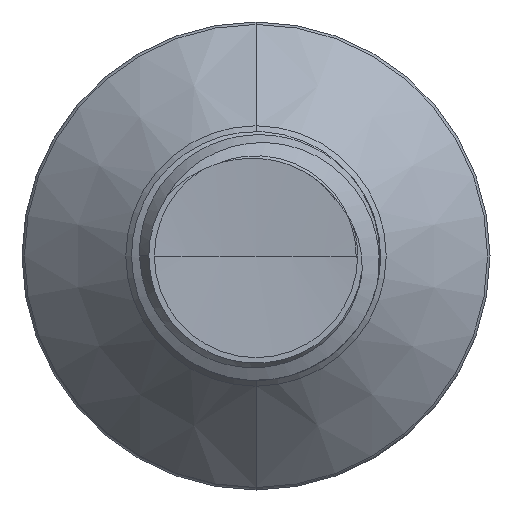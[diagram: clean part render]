
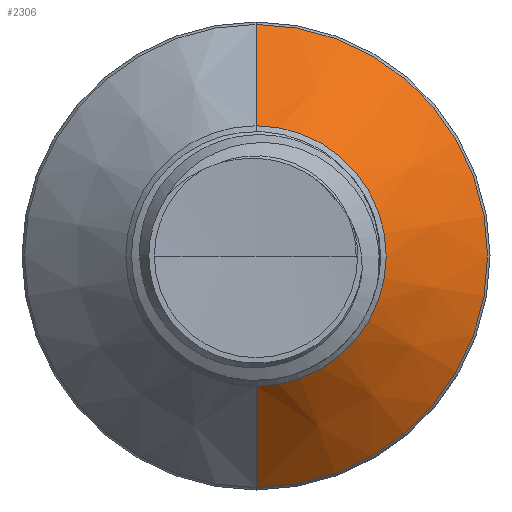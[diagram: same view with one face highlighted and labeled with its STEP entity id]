
A CAD part, front view. The second image highlights one B-rep face of the part: STEP entity #2306.
In plain terms, the highlighted conical face has half-angle 45 degrees and reference radius 1.308 mm.
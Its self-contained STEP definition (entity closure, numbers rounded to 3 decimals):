
#496 = CARTESIAN_POINT ( 'NONE',  ( 0., 3.455, 1.308 ) ) ;
#1075 = CONICAL_SURFACE ( 'NONE', #6739, 1.308, 0.785 ) ;
#1171 = VERTEX_POINT ( 'NONE', #7849 ) ;
#1858 = CARTESIAN_POINT ( 'NONE',  ( 0., 4.472, -2.325 ) ) ;
#2306 = ADVANCED_FACE ( 'NONE', ( #5334 ), #1075, .T. ) ;
#2878 = LINE ( 'NONE', #496, #12780 ) ;
#3011 = EDGE_CURVE ( 'NONE', #8713, #3311, #9137, .T. ) ;
#3062 = DIRECTION ( 'NONE',  ( 0., 1., 0. ) ) ;
#3311 = VERTEX_POINT ( 'NONE', #1858 ) ;
#3720 = ORIENTED_EDGE ( 'NONE', *, *, #10727, .T. ) ;
#4486 = LINE ( 'NONE', #10976, #13936 ) ;
#4792 = ORIENTED_EDGE ( 'NONE', *, *, #7348, .F. ) ;
#5327 = CARTESIAN_POINT ( 'NONE',  ( 0., 3.455, -1.308 ) ) ;
#5334 = FACE_OUTER_BOUND ( 'NONE', #16053, .T. ) ;
#5676 = DIRECTION ( 'NONE',  ( 0., 0.707, 0.707 ) ) ;
#6433 = AXIS2_PLACEMENT_3D ( 'NONE', #14513, #6830, #15743 ) ;
#6739 = AXIS2_PLACEMENT_3D ( 'NONE', #16201, #7309, #16095 ) ;
#6830 = DIRECTION ( 'NONE',  ( 0., 1., 0. ) ) ;
#7184 = ORIENTED_EDGE ( 'NONE', *, *, #11607, .T. ) ;
#7309 = DIRECTION ( 'NONE',  ( 0., 1., 0. ) ) ;
#7348 = EDGE_CURVE ( 'NONE', #1171, #8713, #2878, .T. ) ;
#7849 = CARTESIAN_POINT ( 'NONE',  ( 0., 3.455, 1.308 ) ) ;
#8283 = VERTEX_POINT ( 'NONE', #5327 ) ;
#8713 = VERTEX_POINT ( 'NONE', #16083 ) ;
#9137 = CIRCLE ( 'NONE', #6433, 2.325 ) ;
#9713 = DIRECTION ( 'NONE',  ( 0., 0.707, -0.707 ) ) ;
#10270 = CIRCLE ( 'NONE', #10373, 1.308 ) ;
#10373 = AXIS2_PLACEMENT_3D ( 'NONE', #10755, #3062, #12065 ) ;
#10727 = EDGE_CURVE ( 'NONE', #8283, #3311, #4486, .T. ) ;
#10755 = CARTESIAN_POINT ( 'NONE',  ( 0., 3.455, 0. ) ) ;
#10976 = CARTESIAN_POINT ( 'NONE',  ( 0., 3.455, -1.308 ) ) ;
#11607 = EDGE_CURVE ( 'NONE', #1171, #8283, #10270, .T. ) ;
#12065 = DIRECTION ( 'NONE',  ( 0., 0., 1. ) ) ;
#12780 = VECTOR ( 'NONE', #5676, 1000. ) ;
#13545 = ORIENTED_EDGE ( 'NONE', *, *, #3011, .F. ) ;
#13936 = VECTOR ( 'NONE', #9713, 1000. ) ;
#14513 = CARTESIAN_POINT ( 'NONE',  ( 0., 4.472, 0. ) ) ;
#15743 = DIRECTION ( 'NONE',  ( 0., 0., 1. ) ) ;
#16053 = EDGE_LOOP ( 'NONE', ( #7184, #3720, #13545, #4792 ) ) ;
#16083 = CARTESIAN_POINT ( 'NONE',  ( 0., 4.472, 2.325 ) ) ;
#16095 = DIRECTION ( 'NONE',  ( 0., 0., 1. ) ) ;
#16201 = CARTESIAN_POINT ( 'NONE',  ( 0., 3.455, 0. ) ) ;
